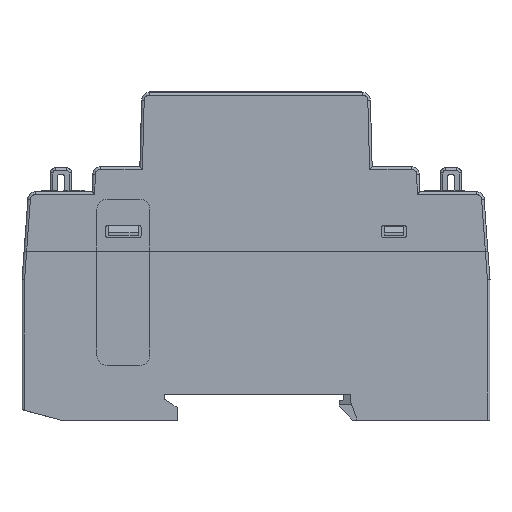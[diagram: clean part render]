
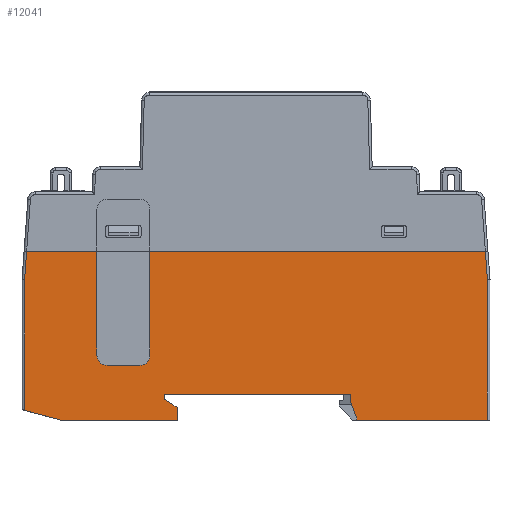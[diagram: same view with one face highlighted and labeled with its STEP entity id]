
A CAD part, front view. The second image highlights one B-rep face of the part: STEP entity #12041.
In plain terms, the highlighted planar face has unit normal (0, -1, 0).
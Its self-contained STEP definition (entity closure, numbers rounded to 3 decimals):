
#2174=FACE_OUTER_BOUND('',#15456,.T.);
#5628=LINE('',#55188,#9844);
#5632=LINE('',#55199,#9848);
#5634=LINE('',#55203,#9850);
#5638=LINE('',#55212,#9854);
#5646=LINE('',#55230,#9862);
#5669=LINE('',#55280,#9885);
#5688=LINE('',#55345,#9904);
#5739=LINE('',#55466,#9955);
#5830=LINE('',#55663,#10046);
#5834=LINE('',#55672,#10050);
#5850=LINE('',#55705,#10066);
#5987=LINE('',#56015,#10203);
#5997=LINE('',#56036,#10213);
#5998=LINE('',#56038,#10214);
#5999=LINE('',#56040,#10215);
#6000=LINE('',#56043,#10216);
#6001=LINE('',#56045,#10217);
#6002=LINE('',#56047,#10218);
#9844=VECTOR('',#43665,1.);
#9848=VECTOR('',#43673,1.);
#9850=VECTOR('',#43677,1.);
#9854=VECTOR('',#43683,1.);
#9862=VECTOR('',#43693,1.);
#9885=VECTOR('',#43730,1.);
#9904=VECTOR('',#43781,1.);
#9955=VECTOR('',#43874,1.);
#10046=VECTOR('',#44047,1.);
#10050=VECTOR('',#44053,1.);
#10066=VECTOR('',#44079,1.);
#10203=VECTOR('',#44370,1.);
#10213=VECTOR('',#44394,1.);
#10214=VECTOR('',#44395,1.);
#10215=VECTOR('',#44396,1.);
#10216=VECTOR('',#44401,1.);
#10217=VECTOR('',#44402,1.);
#10218=VECTOR('',#44403,1.);
#12041=ADVANCED_FACE('',(#2174),#13237,.F.);
#13237=PLANE('',#36444);
#15456=EDGE_LOOP('',(#22462,#22463,#22464,#22465,#22466,#22467,#22468,#22469,
#22470,#22471,#22472,#22473,#22474,#22475,#22476,#22477,#22478,#22479,#22480,
#22481,#22482,#22483,#22484,#22485,#22486,#22487));
#22462=ORIENTED_EDGE('',*,*,#32247,.F.);
#22463=ORIENTED_EDGE('',*,*,#32672,.T.);
#22464=ORIENTED_EDGE('',*,*,#32251,.F.);
#22465=ORIENTED_EDGE('',*,*,#32316,.F.);
#22466=ORIENTED_EDGE('',*,*,#32673,.F.);
#22467=ORIENTED_EDGE('',*,*,#32674,.F.);
#22468=ORIENTED_EDGE('',*,*,#32675,.T.);
#22469=ORIENTED_EDGE('',*,*,#32483,.T.);
#22470=ORIENTED_EDGE('',*,*,#32676,.T.);
#22471=ORIENTED_EDGE('',*,*,#32499,.T.);
#22472=ORIENTED_EDGE('',*,*,#32677,.T.);
#22473=ORIENTED_EDGE('',*,*,#32479,.T.);
#22474=ORIENTED_EDGE('',*,*,#32678,.T.);
#22475=ORIENTED_EDGE('',*,*,#32679,.F.);
#22476=ORIENTED_EDGE('',*,*,#32680,.F.);
#22477=ORIENTED_EDGE('',*,*,#32377,.T.);
#22478=ORIENTED_EDGE('',*,*,#32681,.T.);
#22479=ORIENTED_EDGE('',*,*,#32284,.F.);
#22480=ORIENTED_EDGE('',*,*,#32240,.F.);
#22481=ORIENTED_EDGE('',*,*,#32682,.T.);
#22482=ORIENTED_EDGE('',*,*,#32245,.F.);
#22483=ORIENTED_EDGE('',*,*,#32683,.T.);
#22484=ORIENTED_EDGE('',*,*,#32259,.F.);
#22485=ORIENTED_EDGE('',*,*,#32684,.T.);
#22486=ORIENTED_EDGE('',*,*,#32660,.F.);
#22487=ORIENTED_EDGE('',*,*,#32685,.T.);
#27366=VERTEX_POINT('',#55187);
#27367=VERTEX_POINT('',#55189);
#27371=VERTEX_POINT('',#55198);
#27372=VERTEX_POINT('',#55200);
#27373=VERTEX_POINT('',#55204);
#27374=VERTEX_POINT('',#55205);
#27377=VERTEX_POINT('',#55213);
#27378=VERTEX_POINT('',#55214);
#27385=VERTEX_POINT('',#55229);
#27386=VERTEX_POINT('',#55231);
#27406=VERTEX_POINT('',#55281);
#27435=VERTEX_POINT('',#55344);
#27484=VERTEX_POINT('',#55465);
#27485=VERTEX_POINT('',#55467);
#27549=VERTEX_POINT('',#55662);
#27550=VERTEX_POINT('',#55664);
#27553=VERTEX_POINT('',#55671);
#27554=VERTEX_POINT('',#55673);
#27565=VERTEX_POINT('',#55704);
#27566=VERTEX_POINT('',#55706);
#27661=VERTEX_POINT('',#56014);
#27662=VERTEX_POINT('',#56016);
#27666=VERTEX_POINT('',#56037);
#27667=VERTEX_POINT('',#56039);
#27668=VERTEX_POINT('',#56044);
#27669=VERTEX_POINT('',#56046);
#32240=EDGE_CURVE('',#27366,#27367,#5628,.T.);
#32245=EDGE_CURVE('',#27371,#27372,#5632,.T.);
#32247=EDGE_CURVE('',#27373,#27374,#5634,.T.);
#32251=EDGE_CURVE('',#27377,#27378,#5638,.T.);
#32259=EDGE_CURVE('',#27385,#27386,#5646,.T.);
#32284=EDGE_CURVE('',#27367,#27406,#5669,.T.);
#32316=EDGE_CURVE('',#27435,#27377,#5688,.T.);
#32377=EDGE_CURVE('',#27485,#27484,#5739,.T.);
#32479=EDGE_CURVE('',#27550,#27549,#5830,.T.);
#32483=EDGE_CURVE('',#27554,#27553,#5834,.T.);
#32499=EDGE_CURVE('',#27566,#27565,#5850,.T.);
#32660=EDGE_CURVE('',#27661,#27662,#5987,.T.);
#32672=EDGE_CURVE('',#27373,#27378,#34216,.T.);
#32673=EDGE_CURVE('',#27666,#27435,#5997,.T.);
#32674=EDGE_CURVE('',#27667,#27666,#5998,.T.);
#32675=EDGE_CURVE('',#27667,#27554,#5999,.T.);
#32676=EDGE_CURVE('',#27553,#27566,#34217,.T.);
#32677=EDGE_CURVE('',#27565,#27550,#34218,.T.);
#32678=EDGE_CURVE('',#27549,#27668,#6000,.T.);
#32679=EDGE_CURVE('',#27669,#27668,#6001,.T.);
#32680=EDGE_CURVE('',#27485,#27669,#6002,.T.);
#32681=EDGE_CURVE('',#27484,#27406,#34219,.T.);
#32682=EDGE_CURVE('',#27366,#27372,#34220,.T.);
#32683=EDGE_CURVE('',#27371,#27386,#34221,.T.);
#32684=EDGE_CURVE('',#27385,#27662,#34222,.T.);
#32685=EDGE_CURVE('',#27661,#27374,#34223,.T.);
#34216=CIRCLE('',#36436,0.2);
#34217=CIRCLE('',#36437,2.);
#34218=CIRCLE('',#36438,2.);
#34219=CIRCLE('',#36439,0.2);
#34220=CIRCLE('',#36440,0.2);
#34221=CIRCLE('',#36441,0.2);
#34222=CIRCLE('',#36442,0.2);
#34223=CIRCLE('',#36443,0.2);
#36436=AXIS2_PLACEMENT_3D('',#56035,#44392,#44393);
#36437=AXIS2_PLACEMENT_3D('',#56041,#44397,#44398);
#36438=AXIS2_PLACEMENT_3D('',#56042,#44399,#44400);
#36439=AXIS2_PLACEMENT_3D('',#56048,#44404,#44405);
#36440=AXIS2_PLACEMENT_3D('',#56049,#44406,#44407);
#36441=AXIS2_PLACEMENT_3D('',#56050,#44408,#44409);
#36442=AXIS2_PLACEMENT_3D('',#56051,#44410,#44411);
#36443=AXIS2_PLACEMENT_3D('',#56052,#44412,#44413);
#36444=AXIS2_PLACEMENT_3D('',#56053,#44414,#44415);
#43665=DIRECTION('',(0.,0.,-1.));
#43673=DIRECTION('',(0.819,0.,-0.574));
#43677=DIRECTION('',(-0.009,0.,1.));
#43683=DIRECTION('',(-0.342,0.,0.94));
#43693=DIRECTION('',(-0.009,0.,-1.));
#43730=DIRECTION('',(-1.,0.,0.));
#43781=DIRECTION('',(-1.,0.,0.));
#43874=DIRECTION('',(0.966,0.,-0.259));
#44047=DIRECTION('',(0.,0.,1.));
#44053=DIRECTION('',(0.,0.,-1.));
#44079=DIRECTION('',(-1.,0.,0.));
#44370=DIRECTION('',(-1.,0.,0.));
#44392=DIRECTION('',(0.,-1.,0.));
#44393=DIRECTION('',(-1.,0.,0.));
#44394=DIRECTION('',(0.,0.,-1.));
#44395=DIRECTION('',(0.071,0.,-0.997));
#44396=DIRECTION('',(-1.,0.,0.));
#44397=DIRECTION('',(0.,1.,0.));
#44398=DIRECTION('',(0.,0.,1.));
#44399=DIRECTION('',(0.,1.,0.));
#44400=DIRECTION('',(1.,0.,0.));
#44401=DIRECTION('',(-1.,0.,0.));
#44402=DIRECTION('',(0.071,0.,0.997));
#44403=DIRECTION('',(0.,0.,1.));
#44404=DIRECTION('',(0.,-1.,0.));
#44405=DIRECTION('',(-1.,0.,0.));
#44406=DIRECTION('',(0.,-1.,0.));
#44407=DIRECTION('',(-1.,0.,0.));
#44408=DIRECTION('',(0.,1.,0.));
#44409=DIRECTION('',(-1.,0.,0.));
#44410=DIRECTION('',(0.,1.,0.));
#44411=DIRECTION('',(-1.,0.,0.));
#44412=DIRECTION('',(0.,1.,0.));
#44413=DIRECTION('',(-1.,0.,0.));
#44414=DIRECTION('',(0.,1.,0.));
#44415=DIRECTION('',(1.,0.,0.));
#55187=CARTESIAN_POINT('',(-15.1,-35.825,-2.755));
#55188=CARTESIAN_POINT('',(-15.1,-35.825,-2.651));
#55189=CARTESIAN_POINT('',(-15.1,-35.825,-5.));
#55198=CARTESIAN_POINT('',(-17.522,-35.825,-0.955));
#55199=CARTESIAN_POINT('',(-17.6,-35.825,-0.9));
#55200=CARTESIAN_POINT('',(-15.185,-35.825,-2.591));
#55203=CARTESIAN_POINT('',(18.213,-35.825,-1.537));
#55204=CARTESIAN_POINT('',(18.213,-35.825,-1.502));
#55205=CARTESIAN_POINT('',(18.202,-35.825,-0.198));
#55212=CARTESIAN_POINT('',(19.474,-35.825,-5.));
#55213=CARTESIAN_POINT('',(19.474,-35.825,-5.));
#55214=CARTESIAN_POINT('',(18.225,-35.825,-1.569));
#55229=CARTESIAN_POINT('',(-17.602,-35.825,-0.198));
#55230=CARTESIAN_POINT('',(-17.608,-35.825,-0.954));
#55231=CARTESIAN_POINT('',(-17.607,-35.825,-0.789));
#55280=CARTESIAN_POINT('',(-15.1,-35.825,-5.));
#55281=CARTESIAN_POINT('',(-37.51,-35.825,-5.));
#55344=CARTESIAN_POINT('',(44.5,-35.825,-5.));
#55345=CARTESIAN_POINT('',(44.5,-35.825,-5.));
#55465=CARTESIAN_POINT('',(-37.561,-35.825,-4.993));
#55466=CARTESIAN_POINT('',(-19318520.004,-35.825,5176366.776));
#55467=CARTESIAN_POINT('',(-44.5,-35.825,-3.134));
#55662=CARTESIAN_POINT('',(-30.6,-35.825,27.5));
#55663=CARTESIAN_POINT('',(-30.6,-35.825,7.5));
#55664=CARTESIAN_POINT('',(-30.6,-35.825,7.5));
#55671=CARTESIAN_POINT('',(-20.4,-35.825,7.5));
#55672=CARTESIAN_POINT('',(-20.4,-35.825,27.5));
#55673=CARTESIAN_POINT('',(-20.4,-35.825,27.5));
#55704=CARTESIAN_POINT('',(-28.6,-35.825,5.5));
#55705=CARTESIAN_POINT('',(0.,-35.825,5.5));
#55706=CARTESIAN_POINT('',(-22.4,-35.825,5.5));
#56014=CARTESIAN_POINT('',(18.002,-35.825,0.));
#56015=CARTESIAN_POINT('',(18.2,-35.825,0.));
#56016=CARTESIAN_POINT('',(-17.402,-35.825,0.));
#56035=CARTESIAN_POINT('',(18.413,-35.825,-1.501));
#56036=CARTESIAN_POINT('',(44.5,-35.825,21.982));
#56037=CARTESIAN_POINT('',(44.5,-35.825,21.982));
#56038=CARTESIAN_POINT('',(44.105,-35.825,27.5));
#56039=CARTESIAN_POINT('',(44.105,-35.825,27.5));
#56040=CARTESIAN_POINT('',(44.105,-35.825,27.5));
#56041=CARTESIAN_POINT('',(-22.4,-35.825,7.5));
#56042=CARTESIAN_POINT('',(-28.6,-35.825,7.5));
#56043=CARTESIAN_POINT('',(-30.6,-35.825,27.5));
#56044=CARTESIAN_POINT('',(-44.105,-35.825,27.5));
#56045=CARTESIAN_POINT('',(-44.5,-35.825,21.982));
#56046=CARTESIAN_POINT('',(-44.5,-35.825,21.982));
#56047=CARTESIAN_POINT('',(-44.5,-35.825,-3.134));
#56048=CARTESIAN_POINT('',(-37.51,-35.825,-4.8));
#56049=CARTESIAN_POINT('',(-15.3,-35.825,-2.755));
#56050=CARTESIAN_POINT('',(-17.407,-35.825,-0.791));
#56051=CARTESIAN_POINT('',(-17.402,-35.825,-0.2));
#56052=CARTESIAN_POINT('',(18.002,-35.825,-0.2));
#56053=CARTESIAN_POINT('',(0.,-35.825,-1.108));
